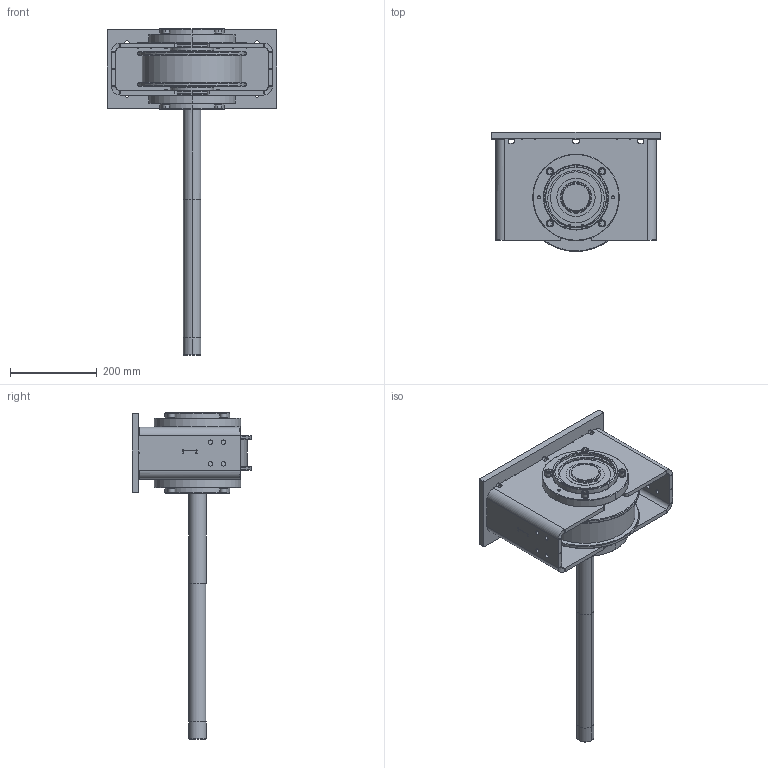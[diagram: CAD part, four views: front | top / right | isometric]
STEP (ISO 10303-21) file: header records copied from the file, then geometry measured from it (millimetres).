
FILE_DESCRIPTION(('STEP AP214'),'1');
FILE_NAME('ram-40-230.stp','2022-09-13T15:30:34',('TraceParts'),('TraceParts S.A.'),'Spatial InterOp 3D',' ',' ');
FILE_SCHEMA(('AUTOMOTIVE_DESIGN { 1 0 10303 214 1 1 1 1 }'));
Length unit declared in the file: millimetre
Products named in the file (1): ram-40-230
Bounding box: 392 x 275 x 754.4 mm (x, y, z)
Volume: 8939768.5 mm3; surface area: 962253.7 mm2
Topology: 1 solids, 1 shells, 833 faces, 2222 edges, 1422 vertices
Faces by surface type: cylinder 430, plane 257, torus 68, cone 58, bspline 20
Entity records: 33976 total; most frequent: CARTESIAN_POINT 5470, DIRECTION 4926, ORIENTED_EDGE 4444, EDGE_CURVE 2222, AXIS2_PLACEMENT_3D 1934, VERTEX_POINT 1422, CIRCLE 1120, LINE 1058
